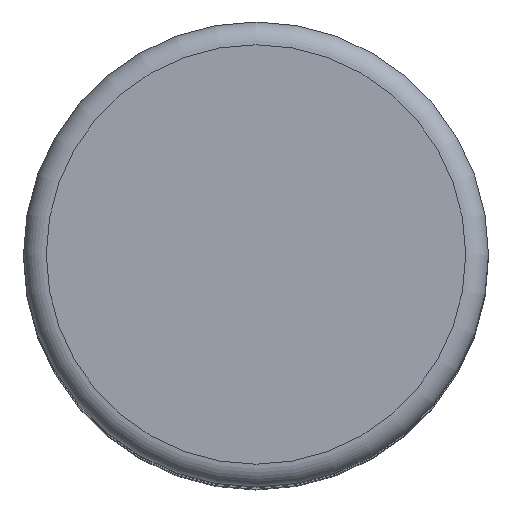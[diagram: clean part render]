
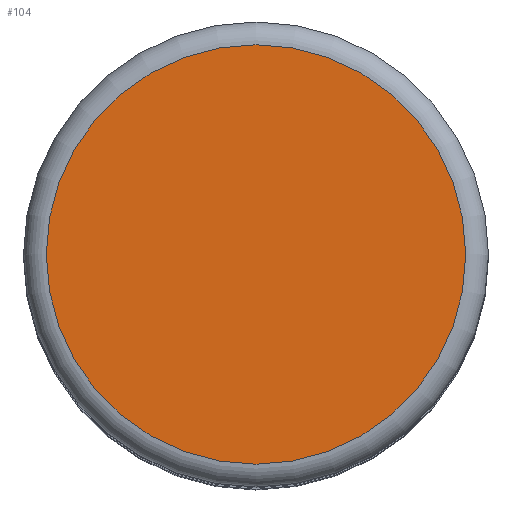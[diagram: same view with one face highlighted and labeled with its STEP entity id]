
A CAD part, top view. The second image highlights one B-rep face of the part: STEP entity #104.
In plain terms, the highlighted planar face has unit normal (0, 0, 1).
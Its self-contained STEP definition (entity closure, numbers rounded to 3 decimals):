
#97=PLANE('',#190);
#101=FACE_OUTER_BOUND('',#131,.T.);
#104=ADVANCED_FACE('',(#101),#97,.T.);
#131=EDGE_LOOP('',(#147));
#147=ORIENTED_EDGE('',*,*,#171,.T.);
#163=VERTEX_POINT('',#246);
#171=EDGE_CURVE('',#163,#163,#179,.T.);
#179=CIRCLE('',#189,4.6);
#189=AXIS2_PLACEMENT_3D('',#245,#211,#212);
#190=AXIS2_PLACEMENT_3D('',#247,#213,#214);
#211=DIRECTION('',(0.,0.,1.));
#212=DIRECTION('',(1.,0.,0.));
#213=DIRECTION('',(0.,0.,1.));
#214=DIRECTION('',(1.,0.,0.));
#245=CARTESIAN_POINT('',(0.,0.,38.));
#246=CARTESIAN_POINT('',(4.6,0.,38.));
#247=CARTESIAN_POINT('',(0.,0.,38.));
